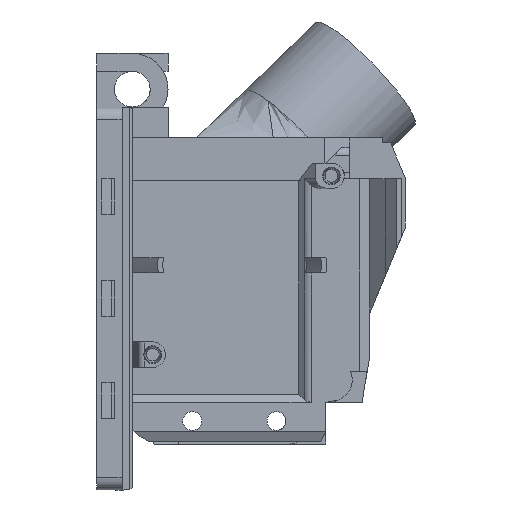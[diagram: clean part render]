
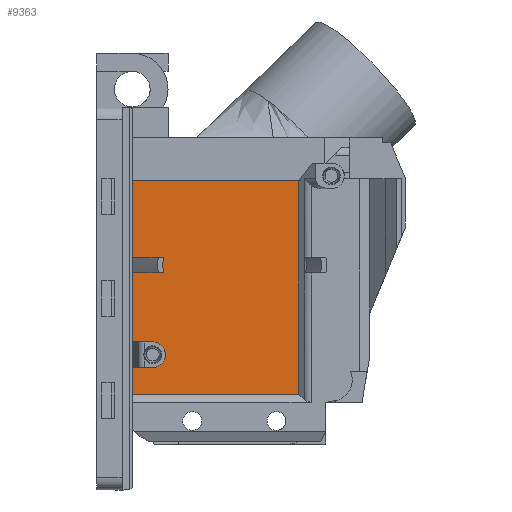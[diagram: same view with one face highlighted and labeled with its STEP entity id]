
A CAD part, left-side view. The second image highlights one B-rep face of the part: STEP entity #9363.
In plain terms, the highlighted planar face has unit normal (-1, 0, 0).
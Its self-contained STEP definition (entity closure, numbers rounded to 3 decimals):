
#127=FACE_BOUND('',#1440,.T.);
#411=PLANE('',#10111);
#911=FACE_OUTER_BOUND('',#1439,.T.);
#1439=EDGE_LOOP('',(#8442,#8443,#8444,#8445,#8446,#8447,#8448,#8449,#8450,
#8451));
#1440=EDGE_LOOP('',(#8452,#8453,#8454,#8455));
#1713=CIRCLE('',#9965,15.5);
#1714=CIRCLE('',#9969,2.5);
#1723=CIRCLE('',#9989,21.5);
#1725=CIRCLE('',#9991,21.5);
#2611=LINE('',#18033,#3529);
#2614=LINE('',#18044,#3532);
#2615=LINE('',#18051,#3533);
#2619=LINE('',#18060,#3537);
#2621=LINE('',#18063,#3539);
#2630=LINE('',#18105,#3548);
#2773=LINE('',#18523,#3691);
#2774=LINE('',#18526,#3692);
#2775=LINE('',#18527,#3693);
#2776=LINE('',#18528,#3694);
#3529=VECTOR('',#11932,10.);
#3532=VECTOR('',#11941,10.);
#3533=VECTOR('',#11944,10.);
#3537=VECTOR('',#11954,10.);
#3539=VECTOR('',#11958,1.);
#3548=VECTOR('',#12009,10.);
#3691=VECTOR('',#12388,10.);
#3692=VECTOR('',#12391,10.);
#3693=VECTOR('',#12392,10.);
#3694=VECTOR('',#12393,10.);
#4493=VERTEX_POINT('',#18031);
#4494=VERTEX_POINT('',#18032);
#4495=VERTEX_POINT('',#18039);
#4496=VERTEX_POINT('',#18043);
#4497=VERTEX_POINT('',#18049);
#4498=VERTEX_POINT('',#18050);
#4499=VERTEX_POINT('',#18055);
#4500=VERTEX_POINT('',#18059);
#4509=VERTEX_POINT('',#18097);
#4510=VERTEX_POINT('',#18099);
#4511=VERTEX_POINT('',#18103);
#4512=VERTEX_POINT('',#18104);
#4617=VERTEX_POINT('',#18521);
#4618=VERTEX_POINT('',#18525);
#5718=EDGE_CURVE('',#4493,#4494,#2611,.T.);
#5721=EDGE_CURVE('',#4495,#4493,#1713,.T.);
#5723=EDGE_CURVE('',#4496,#4495,#2614,.T.);
#5725=EDGE_CURVE('',#4497,#4498,#2615,.T.);
#5728=EDGE_CURVE('',#4499,#4498,#1714,.T.);
#5730=EDGE_CURVE('',#4500,#4499,#2619,.T.);
#5732=EDGE_CURVE('',#4497,#4500,#2621,.T.);
#5749=EDGE_CURVE('',#4509,#4496,#1723,.T.);
#5751=EDGE_CURVE('',#4494,#4510,#1725,.T.);
#5752=EDGE_CURVE('',#4511,#4512,#2630,.T.);
#5946=EDGE_CURVE('',#4511,#4617,#2773,.T.);
#5947=EDGE_CURVE('',#4509,#4618,#2774,.T.);
#5948=EDGE_CURVE('',#4512,#4510,#2775,.T.);
#5949=EDGE_CURVE('',#4617,#4618,#2776,.F.);
#8442=ORIENTED_EDGE('',*,*,#5947,.F.);
#8443=ORIENTED_EDGE('',*,*,#5749,.T.);
#8444=ORIENTED_EDGE('',*,*,#5723,.T.);
#8445=ORIENTED_EDGE('',*,*,#5721,.T.);
#8446=ORIENTED_EDGE('',*,*,#5718,.T.);
#8447=ORIENTED_EDGE('',*,*,#5751,.T.);
#8448=ORIENTED_EDGE('',*,*,#5948,.F.);
#8449=ORIENTED_EDGE('',*,*,#5752,.F.);
#8450=ORIENTED_EDGE('',*,*,#5946,.T.);
#8451=ORIENTED_EDGE('',*,*,#5949,.T.);
#8452=ORIENTED_EDGE('',*,*,#5732,.T.);
#8453=ORIENTED_EDGE('',*,*,#5730,.T.);
#8454=ORIENTED_EDGE('',*,*,#5728,.T.);
#8455=ORIENTED_EDGE('',*,*,#5725,.F.);
#9363=ADVANCED_FACE('',(#911,#127),#411,.T.);
#9965=AXIS2_PLACEMENT_3D('',#18040,#11936,#11937);
#9969=AXIS2_PLACEMENT_3D('',#18056,#11949,#11950);
#9989=AXIS2_PLACEMENT_3D('',#18098,#12001,#12002);
#9991=AXIS2_PLACEMENT_3D('',#18101,#12005,#12006);
#10111=AXIS2_PLACEMENT_3D('',#18524,#12389,#12390);
#11932=DIRECTION('',(0.,1.,0.));
#11936=DIRECTION('center_axis',(-1.,0.,0.));
#11937=DIRECTION('ref_axis',(0.,-1.,0.));
#11941=DIRECTION('',(0.,-1.,0.));
#11944=DIRECTION('',(0.,-1.,0.));
#11949=DIRECTION('center_axis',(1.,0.,0.));
#11950=DIRECTION('ref_axis',(0.,-1.,0.));
#11954=DIRECTION('',(0.,-1.,0.));
#11958=DIRECTION('',(0.,0.,1.));
#12001=DIRECTION('center_axis',(1.,0.,0.));
#12002=DIRECTION('ref_axis',(0.,1.,0.));
#12005=DIRECTION('center_axis',(1.,0.,0.));
#12006=DIRECTION('ref_axis',(0.,1.,0.));
#12009=DIRECTION('',(0.,1.,0.));
#12388=DIRECTION('',(0.,0.,1.));
#12389=DIRECTION('center_axis',(-1.,0.,0.));
#12390=DIRECTION('ref_axis',(0.,-1.,0.));
#12391=DIRECTION('',(0.,0.,1.));
#12392=DIRECTION('',(0.,0.,1.));
#12393=DIRECTION('',(0.,-1.,0.));
#18031=CARTESIAN_POINT('',(-22.,13.927,34.5));
#18032=CARTESIAN_POINT('',(-22.,19.948,34.5));
#18033=CARTESIAN_POINT('',(-22.,1.214,34.5));
#18039=CARTESIAN_POINT('',(-22.,13.927,37.5));
#18040=CARTESIAN_POINT('Origin',(-22.,-1.5,36.));
#18043=CARTESIAN_POINT('',(-22.,19.948,37.5));
#18044=CARTESIAN_POINT('',(-22.,1.716,37.5));
#18049=CARTESIAN_POINT('',(-22.,19.9,16.));
#18050=CARTESIAN_POINT('',(-22.,16.,16.));
#18051=CARTESIAN_POINT('',(-22.,3.5,16.));
#18055=CARTESIAN_POINT('',(-22.,15.751,20.988));
#18056=CARTESIAN_POINT('Origin',(-22.,16.,18.5));
#18059=CARTESIAN_POINT('',(-22.,19.9,20.988));
#18060=CARTESIAN_POINT('',(-22.,-1.968,20.988));
#18063=CARTESIAN_POINT('',(-22.,19.9,16.));
#18097=CARTESIAN_POINT('',(-22.,20.,36.001));
#18098=CARTESIAN_POINT('Origin',(-22.,-1.5,36.));
#18099=CARTESIAN_POINT('',(-22.,20.,35.999));
#18101=CARTESIAN_POINT('Origin',(-22.,-1.5,36.));
#18103=CARTESIAN_POINT('',(-22.,-12.603,10.711));
#18104=CARTESIAN_POINT('',(-22.,20.,10.711));
#18105=CARTESIAN_POINT('',(-22.,-11.216,10.711));
#18521=CARTESIAN_POINT('',(-22.,-12.603,52.6));
#18523=CARTESIAN_POINT('',(-22.,-12.603,26.869));
#18524=CARTESIAN_POINT('Origin',(-22.,-11.5,32.406));
#18525=CARTESIAN_POINT('',(-22.,20.,52.6));
#18526=CARTESIAN_POINT('',(-22.,20.,44.75));
#18527=CARTESIAN_POINT('',(-22.,20.,44.75));
#18528=CARTESIAN_POINT('',(-22.,-5.125,52.6));
